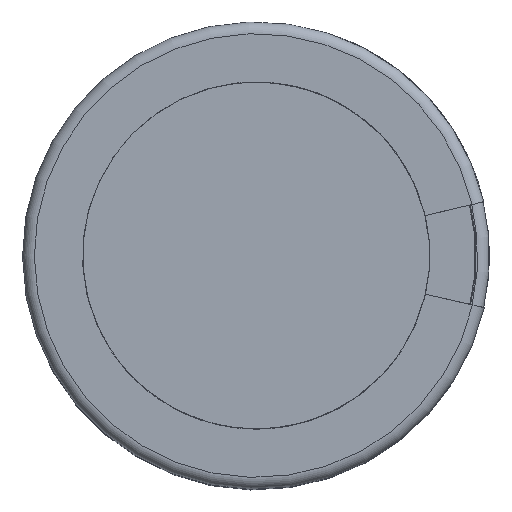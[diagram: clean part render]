
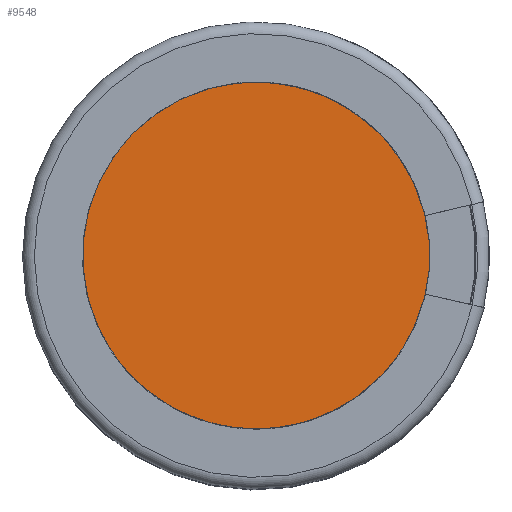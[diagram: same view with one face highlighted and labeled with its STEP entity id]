
A CAD part, top view. The second image highlights one B-rep face of the part: STEP entity #9548.
In plain terms, the highlighted face is planar.
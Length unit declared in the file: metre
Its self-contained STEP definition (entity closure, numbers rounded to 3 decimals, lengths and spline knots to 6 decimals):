
#2005=ORIENTED_EDGE('',*,*,#4927,.F.);
#4927=EDGE_CURVE('',#6388,#6388,#7354,.T.);
#6388=VERTEX_POINT('',#18314);
#7354=CIRCLE('',#14373,0.018857);
#7788=EDGE_LOOP('',(#2005));
#8495=FACE_BOUND('',#7788,.T.);
#9202=PLANE('',#14372);
#9548=ADVANCED_FACE('',(#8495),#9202,.F.);
#14372=AXIS2_PLACEMENT_3D('',#18312,#15454,#15455);
#14373=AXIS2_PLACEMENT_3D('',#18313,#15456,#15457);
#15454=DIRECTION('',(0.,-1.,0.));
#15455=DIRECTION('',(0.,0.,-1.));
#15456=DIRECTION('',(0.,-1.,0.));
#15457=DIRECTION('',(1.,0.,0.));
#18312=CARTESIAN_POINT('',(0.,0.04078,0.));
#18313=CARTESIAN_POINT('',(0.,0.04078,0.));
#18314=CARTESIAN_POINT('',(0.018857,0.04078,0.));
